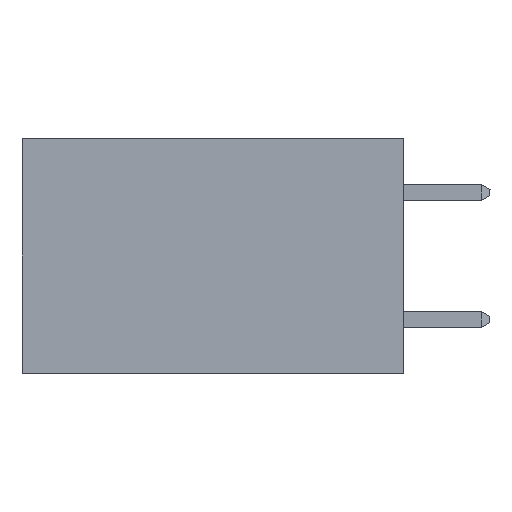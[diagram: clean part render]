
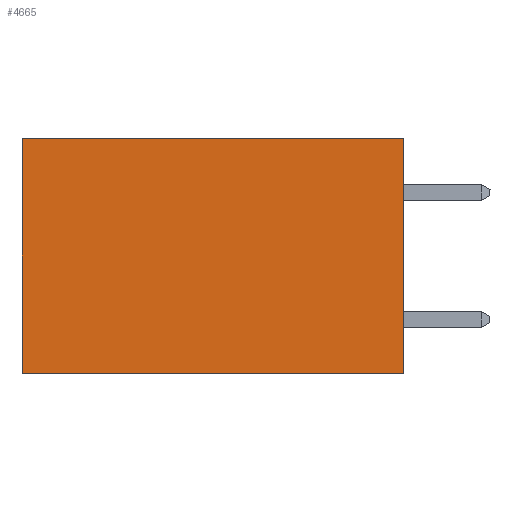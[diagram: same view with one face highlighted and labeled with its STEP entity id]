
A CAD part, left-side view. The second image highlights one B-rep face of the part: STEP entity #4665.
In plain terms, the highlighted planar face has unit normal (-1, 0, 0).
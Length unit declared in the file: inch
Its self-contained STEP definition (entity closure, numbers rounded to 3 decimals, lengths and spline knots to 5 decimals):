
#684 = ORIENTED_EDGE ( 'NONE', *, *, #3072, .T. ) ;
#1691 = DIRECTION ( 'NONE',  ( 1., 0., 0. ) ) ;
#2066 = DIRECTION ( 'NONE',  ( 0., 0., -1. ) ) ;
#2293 = CARTESIAN_POINT ( 'NONE',  ( 0.2875, 0., -0.37 ) ) ;
#3072 = EDGE_CURVE ( 'NONE', #5366, #25559, #15927, .T. ) ;
#3415 = CARTESIAN_POINT ( 'NONE',  ( 0.2875, 0.6, -0.37 ) ) ;
#3654 = FACE_OUTER_BOUND ( 'NONE', #24697, .T. ) ;
#3918 = CARTESIAN_POINT ( 'NONE',  ( 0.2875, 0., 0. ) ) ;
#4665 = ADVANCED_FACE ( 'NONE', ( #3654 ), #27357, .F. ) ;
#5366 = VERTEX_POINT ( 'NONE', #16175 ) ;
#6653 = VECTOR ( 'NONE', #11194, 39.37008 ) ;
#6705 = VECTOR ( 'NONE', #10967, 39.37008 ) ;
#7025 = LINE ( 'NONE', #10780, #6705 ) ;
#8548 = ORIENTED_EDGE ( 'NONE', *, *, #21557, .F. ) ;
#9419 = EDGE_CURVE ( 'NONE', #5366, #16168, #7025, .T. ) ;
#9863 = CARTESIAN_POINT ( 'NONE',  ( 0.2875, 0.6, 0. ) ) ;
#10780 = CARTESIAN_POINT ( 'NONE',  ( 0.2875, 0., 0. ) ) ;
#10967 = DIRECTION ( 'NONE',  ( 0., 0., -1. ) ) ;
#10994 = LINE ( 'NONE', #9863, #20660 ) ;
#11194 = DIRECTION ( 'NONE',  ( 0., 1., 0. ) ) ;
#12186 = DIRECTION ( 'NONE',  ( 0., 0., -1. ) ) ;
#14384 = EDGE_CURVE ( 'NONE', #25559, #27441, #10994, .T. ) ;
#14896 = CARTESIAN_POINT ( 'NONE',  ( 0.2875, 0., -0.37 ) ) ;
#15927 = LINE ( 'NONE', #26403, #6653 ) ;
#16168 = VERTEX_POINT ( 'NONE', #2293 ) ;
#16175 = CARTESIAN_POINT ( 'NONE',  ( 0.2875, 0., 0. ) ) ;
#17041 = DIRECTION ( 'NONE',  ( 0., 1., 0. ) ) ;
#18032 = ORIENTED_EDGE ( 'NONE', *, *, #14384, .T. ) ;
#19452 = ORIENTED_EDGE ( 'NONE', *, *, #9419, .F. ) ;
#19461 = AXIS2_PLACEMENT_3D ( 'NONE', #3918, #1691, #2066 ) ;
#20660 = VECTOR ( 'NONE', #12186, 39.37008 ) ;
#20987 = VECTOR ( 'NONE', #17041, 39.37008 ) ;
#21557 = EDGE_CURVE ( 'NONE', #16168, #27441, #25694, .T. ) ;
#24370 = CARTESIAN_POINT ( 'NONE',  ( 0.2875, 0.6, 0. ) ) ;
#24697 = EDGE_LOOP ( 'NONE', ( #18032, #8548, #19452, #684 ) ) ;
#25559 = VERTEX_POINT ( 'NONE', #24370 ) ;
#25694 = LINE ( 'NONE', #14896, #20987 ) ;
#26403 = CARTESIAN_POINT ( 'NONE',  ( 0.2875, 0., 0. ) ) ;
#27357 = PLANE ( 'NONE',  #19461 ) ;
#27441 = VERTEX_POINT ( 'NONE', #3415 ) ;
